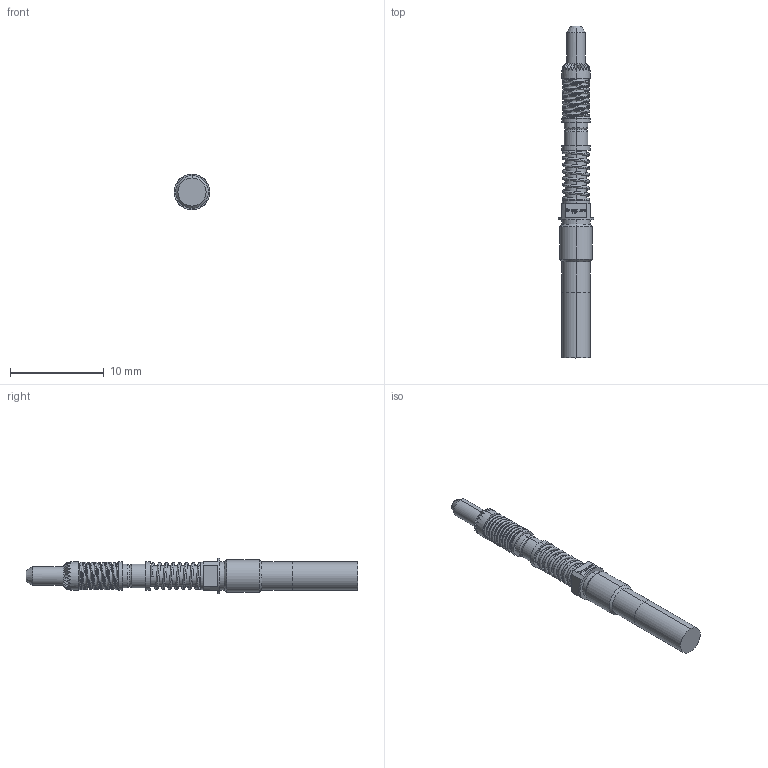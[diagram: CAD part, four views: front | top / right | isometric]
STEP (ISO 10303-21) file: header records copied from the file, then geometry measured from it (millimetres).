
FILE_DESCRIPTION (( 'STEP AP203' ), '1' );
FILE_NAME ('INGUN_HFS-807_303_051_A_xx42_HTE-M.STEP', '2022-05-04T08:50:42', ( 'ochi' ), ( '' ), 'SwSTEP 2.0', 'SolidWorks 2018', '' );
FILE_SCHEMA (( 'CONFIG_CONTROL_DESIGN' ));
Length unit declared in the file: millimetre
Products named in the file (1): INGUN_HFS-807_303_051_A_xx42_HTE-M
Bounding box: 3.8 x 35.5 x 3.8 mm (x, y, z)
Volume: 216.9 mm3; surface area: 499.6 mm2
Topology: 1 solids, 1 shells, 205 faces, 517 edges, 331 vertices
Faces by surface type: plane 110, cylinder 40, bspline 26, torus 15, cone 14
Entity records: 9985 total; most frequent: CARTESIAN_POINT 5416, ORIENTED_EDGE 1030, DIRECTION 824, EDGE_CURVE 515, VERTEX_POINT 331, AXIS2_PLACEMENT_3D 311, EDGE_LOOP 228, ADVANCED_FACE 205
